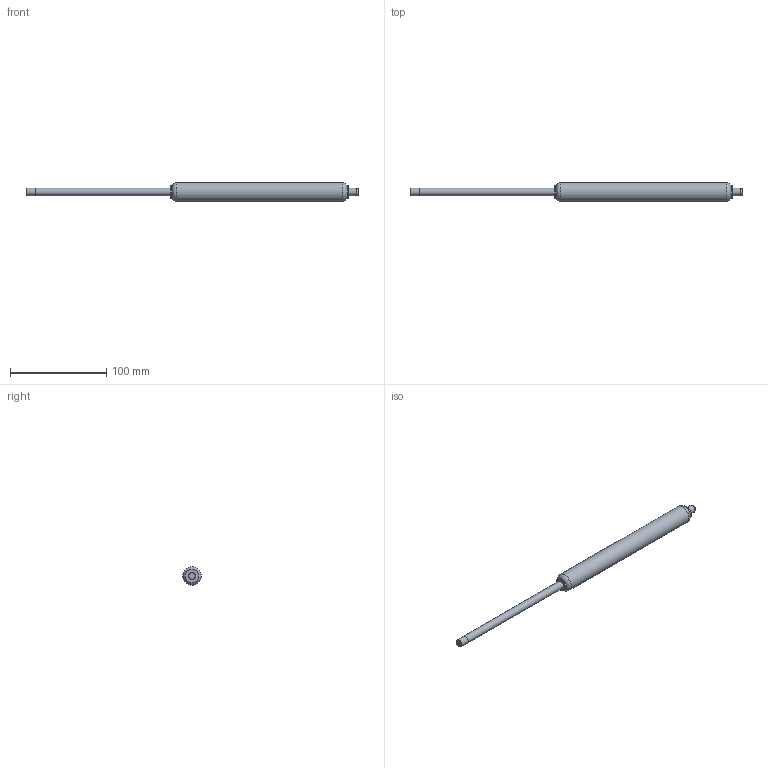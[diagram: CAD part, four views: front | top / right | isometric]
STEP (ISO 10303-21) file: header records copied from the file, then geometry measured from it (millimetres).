
FILE_DESCRIPTION(/* description */ ('Kolbenstange'),/* implementation_level */ '2;1');
FILE_NAME(/* name */ 'Gasdruckfeder 8-19 Hub 140.stp',/* time_stamp */ '2018-11-13T13:47:24+01:00',/* author */ ('dlamberti'),/* organization */ ('Hahn-Gasfedern GmbH'),/* preprocessor_version */ 'ST-DEVELOPER v16.1',/* originating_system */ 'Autodesk Inventor 2016',/* authorisation */ '');
FILE_SCHEMA (('AUTOMOTIVE_DESIGN { 1 0 10303 214 3 1 1 }'));
Length unit declared in the file: millimetre
Products named in the file (4): ENG-001076; Gew-04; ROH_-X-00161-EM; Baugruppe1
Assembly tree (3 placements, depth 2):
  Baugruppe1
    ENG-001076
    Gew-04
    ROH_-X-00161-EM
Bounding box: 345 x 19 x 19 mm (x, y, z)
Volume: 59596.3 mm3; surface area: 15591.2 mm2
Topology: 3 solids, 3 shells, 19 faces, 28 edges, 16 vertices
Faces by surface type: plane 7, cylinder 6, cone 4, torus 2
Full cylindrical faces by diameter (mm): 8 x3, 13.8 x2, 19 x1
Entity records: 461 total; most frequent: DIRECTION 84, CARTESIAN_POINT 58, AXIS2_PLACEMENT_3D 42, EDGE_LOOP 32, ORIENTED_EDGE 32, FACE_OUTER_BOUND 19, ADVANCED_FACE 19, CIRCLE 16
